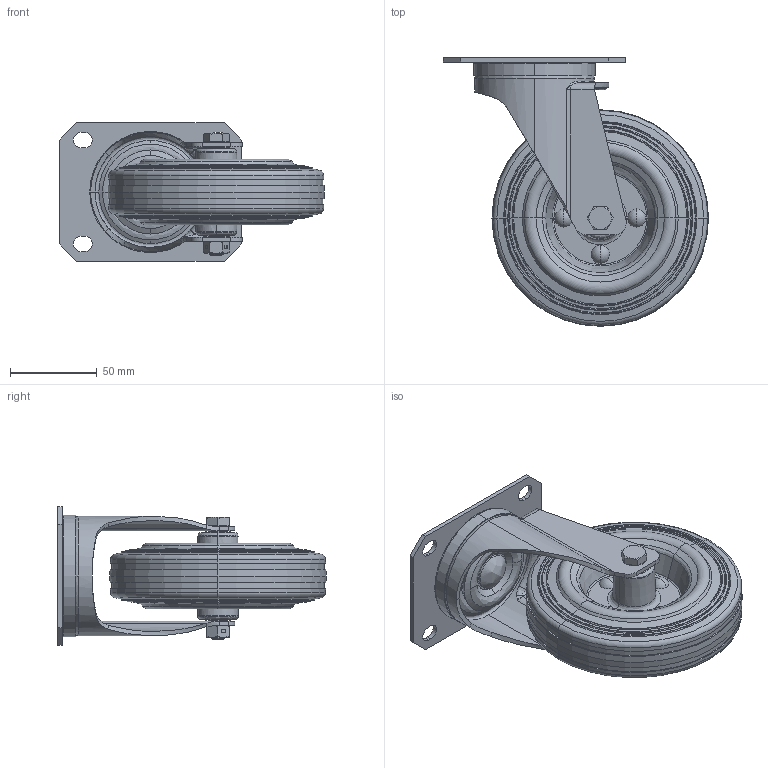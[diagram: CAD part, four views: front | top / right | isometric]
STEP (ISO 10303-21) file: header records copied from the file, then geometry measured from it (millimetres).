
FILE_DESCRIPTION (( 'STEP AP214' ), '1' );
FILE_NAME ('0029348_L-IS-SGS-125-R-3-grau.STEP', '2016-10-13T12:12:39', ( '' ), ( '' ), 'SwSTEP 2.0', 'SolidWorks 2016', '' );
FILE_SCHEMA (( 'AUTOMOTIVE_DESIGN' ));
Length unit declared in the file: millimetre
Products named in the file (1): 0029348_L-IS-SGS-125-R-3-grau
Bounding box: 153 x 155 x 80 mm (x, y, z)
Surface area: 110654 mm2 (no closed solid volume)
Topology: 0 solids, 26 shells, 751 faces, 1939 edges, 1222 vertices
Faces by surface type: plane 343, bspline 129, cone 124, cylinder 91, torus 64
Entity records: 35947 total; most frequent: CARTESIAN_POINT 9848, ORIENTED_EDGE 3746, DIRECTION 3654, EDGE_CURVE 1902, AXIS2_PLACEMENT_3D 1315, VERTEX_POINT 1222, LINE 1024, VECTOR 1024
